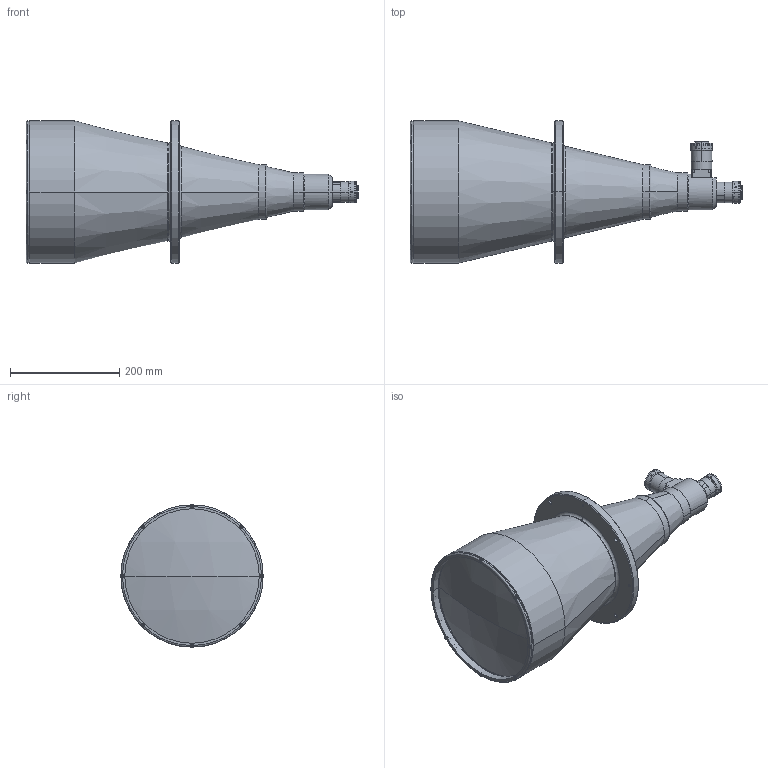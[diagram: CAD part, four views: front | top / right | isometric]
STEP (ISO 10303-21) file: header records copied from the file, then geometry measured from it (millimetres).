
FILE_DESCRIPTION (( 'STEP AP214' ), '1' );
FILE_NAME ('TCDP12C23C192.STEP', '2015-10-15T09:36:43', ( '' ), ( '' ), 'SwSTEP 2.0', 'SolidWorks 2013', '' );
FILE_SCHEMA (( 'AUTOMOTIVE_DESIGN' ));
Length unit declared in the file: millimetre
Products named in the file (1): TCDP12C23C192
Bounding box: 607.03 x 260 x 260 mm (x, y, z)
Surface area: 469864 mm2 (no closed solid volume)
Topology: 0 solids, 29 shells, 303 faces, 937 edges, 660 vertices
Faces by surface type: cylinder 118, plane 117, torus 34, cone 32, sphere 2
Entity records: 14671 total; most frequent: CARTESIAN_POINT 2667, DIRECTION 1951, ORIENTED_EDGE 1538, EDGE_CURVE 937, AXIS2_PLACEMENT_3D 760, VERTEX_POINT 660, CIRCLE 456, LINE 431
